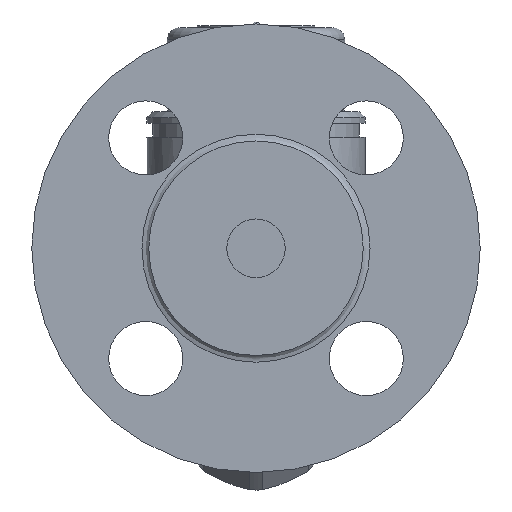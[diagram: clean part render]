
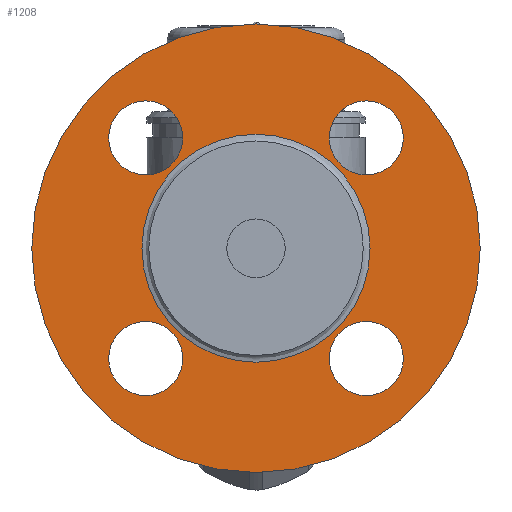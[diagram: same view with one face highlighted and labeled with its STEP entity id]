
A CAD part, left-side view. The second image highlights one B-rep face of the part: STEP entity #1208.
In plain terms, the highlighted planar face has unit normal (-1, 0, 0).
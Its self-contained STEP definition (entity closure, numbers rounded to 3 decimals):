
#677=CARTESIAN_POINT('',(-69.,-37.784,-28.284));
#678=VERTEX_POINT('',#677);
#679=CARTESIAN_POINT('',(-69.,-28.284,-28.284));
#680=DIRECTION('',(1.0,0.0,0.0));
#681=DIRECTION('',(0.0,-1.0,0.0));
#682=AXIS2_PLACEMENT_3D('',#679,#680,#681);
#683=CIRCLE('',#682,9.5);
#684=EDGE_CURVE('',#678,#678,#683,.T.);
#726=CARTESIAN_POINT('',(-69.,28.284,-37.784));
#727=VERTEX_POINT('',#726);
#728=CARTESIAN_POINT('',(-69.,28.284,-28.284));
#729=DIRECTION('',(1.0,0.0,0.0));
#730=DIRECTION('',(0.0,0.0,-1.0));
#731=AXIS2_PLACEMENT_3D('',#728,#729,#730);
#732=CIRCLE('',#731,9.5);
#733=EDGE_CURVE('',#727,#727,#732,.T.);
#775=CARTESIAN_POINT('',(-69.,37.784,28.284));
#776=VERTEX_POINT('',#775);
#777=CARTESIAN_POINT('',(-69.,28.284,28.284));
#778=DIRECTION('',(1.0,0.0,0.0));
#779=DIRECTION('',(0.0,1.0,0.0));
#780=AXIS2_PLACEMENT_3D('',#777,#778,#779);
#781=CIRCLE('',#780,9.5);
#782=EDGE_CURVE('',#776,#776,#781,.T.);
#824=CARTESIAN_POINT('',(-69.,-28.284,37.784));
#825=VERTEX_POINT('',#824);
#826=CARTESIAN_POINT('',(-69.,-28.284,28.284));
#827=DIRECTION('',(1.0,0.0,0.0));
#828=DIRECTION('',(0.0,0.0,1.0));
#829=AXIS2_PLACEMENT_3D('',#826,#827,#828);
#830=CIRCLE('',#829,9.5);
#831=EDGE_CURVE('',#825,#825,#830,.T.);
#1084=CARTESIAN_POINT('',(-69.,0.0,57.5));
#1085=VERTEX_POINT('',#1084);
#1086=CARTESIAN_POINT('',(-69.,0.0,0.));
#1087=DIRECTION('',(-1.0,0.0,0.0));
#1088=DIRECTION('',(0.0,0.0,1.0));
#1089=AXIS2_PLACEMENT_3D('',#1086,#1087,#1088);
#1090=CIRCLE('',#1089,57.5);
#1091=EDGE_CURVE('',#1085,#1085,#1090,.T.);
#1162=CARTESIAN_POINT('',(-69.,0.,-29.232));
#1163=VERTEX_POINT('',#1162);
#1164=CARTESIAN_POINT('',(-69.,0.0,0.));
#1165=DIRECTION('',(-1.0,0.0,0.0));
#1166=DIRECTION('',(0.0,0.0,1.0));
#1167=AXIS2_PLACEMENT_3D('',#1164,#1165,#1166);
#1168=CIRCLE('',#1167,29.232);
#1169=EDGE_CURVE('',#1163,#1163,#1168,.T.);
#1185=CARTESIAN_POINT('',(-69.,0.0,42.5));
#1186=DIRECTION('',(-1.0,0.0,0.0));
#1187=DIRECTION('',(0.0,0.0,1.0));
#1188=AXIS2_PLACEMENT_3D('',#1185,#1186,#1187);
#1189=PLANE('',#1188);
#1190=ORIENTED_EDGE('',*,*,#1091,.T.);
#1191=EDGE_LOOP('',(#1190));
#1192=FACE_OUTER_BOUND('',#1191,.T.);
#1193=ORIENTED_EDGE('',*,*,#684,.T.);
#1194=EDGE_LOOP('',(#1193));
#1195=FACE_BOUND('',#1194,.T.);
#1196=ORIENTED_EDGE('',*,*,#733,.T.);
#1197=EDGE_LOOP('',(#1196));
#1198=FACE_BOUND('',#1197,.T.);
#1199=ORIENTED_EDGE('',*,*,#782,.T.);
#1200=EDGE_LOOP('',(#1199));
#1201=FACE_BOUND('',#1200,.T.);
#1202=ORIENTED_EDGE('',*,*,#831,.T.);
#1203=EDGE_LOOP('',(#1202));
#1204=FACE_BOUND('',#1203,.T.);
#1205=ORIENTED_EDGE('',*,*,#1169,.F.);
#1206=EDGE_LOOP('',(#1205));
#1207=FACE_BOUND('',#1206,.T.);
#1208=ADVANCED_FACE('',(#1192,#1195,#1198,#1201,#1204,#1207),#1189,.T.);
